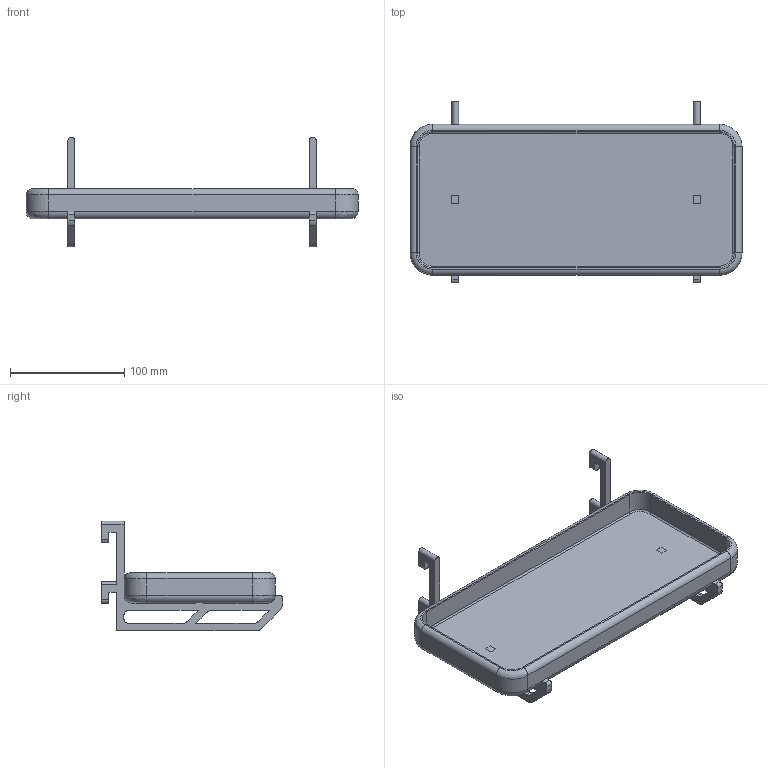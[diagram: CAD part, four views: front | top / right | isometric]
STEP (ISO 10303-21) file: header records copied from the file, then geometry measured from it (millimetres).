
FILE_DESCRIPTION(('FreeCAD Model'),'2;1');
FILE_NAME('Open CASCADE Shape Model','2025-05-03T11:51:45',('FreeCAD'),( 'FreeCAD'),'Open CASCADE STEP processor 7.6','FreeCAD','Unknown');
FILE_SCHEMA(('AUTOMOTIVE_DESIGN { 1 0 10303 214 1 1 1 1 }'));
Length unit declared in the file: millimetre
Products named in the file (1): Open CASCADE STEP translator 7.6 1
Bounding box: 291.16 x 159.08 x 96.2 mm (x, y, z)
Volume: 378986.4 mm3; surface area: 130625.7 mm2
Topology: 3 solids, 3 shells, 141 faces, 378 edges, 244 vertices
Faces by surface type: bspline 141
Entity records: 4064 total; most frequent: CARTESIAN_POINT 1877, ORIENTED_EDGE 756, EDGE_CURVE 378, B_SPLINE_CURVE_WITH_KNOTS 262, VERTEX_POINT 244, FACE_BOUND 154, EDGE_LOOP 154, ADVANCED_FACE 141
